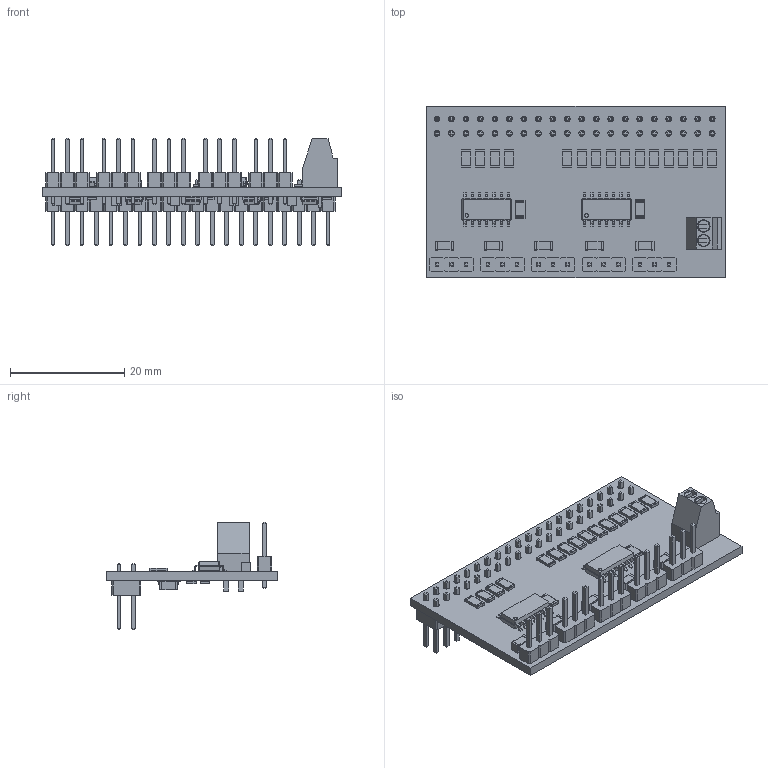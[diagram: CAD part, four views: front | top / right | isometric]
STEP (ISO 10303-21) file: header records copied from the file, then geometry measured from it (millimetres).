
FILE_DESCRIPTION(('KiCad electronic assembly'),'2;1');
FILE_NAME('hds_rpi.step','2025-03-19T00:52:45',('Pcbnew'),('Kicad'), 'Open CASCADE STEP processor 7.6','KiCad to STEP converter','Unknown' );
FILE_SCHEMA(('AUTOMOTIVE_DESIGN { 1 0 10303 214 1 1 1 1 }'));
Length unit declared in the file: millimetre
Products named in the file (16): hds_rpi 1; PinHeader_1x03_P2.54mm_Vertical; PinHeader_1x03_P254mm_Vertical; R_1206_3216Metric; L_1206_3216Metric; SOIC-14_3.9x8.7mm_P1.27mm; SOIC_14_39x87mm_P127mm; TerminalBlock_Phoenix_MPT-0,5-2-2.54_1x02_P2.54mm_Horizontal; TerminalBlock_Phoenix_MPT_05_2_254_1x02_P254mm_Horizontal; SSOP-8_2.95x2.8mm_P0.65mm; SSOP_8_295x28mm_P065mm; PinHeader_2x20_P2.54mm_Vertical; PinHeader_2x20_P254mm_Vertical; hds_rpi_PCB
Assembly tree (64 placements, depth 3):
  hds_rpi 1
    PinHeader_1x03_P2.54mm_Vertical  x5
      PinHeader_1x03_P254mm_Vertical
    R_1206_3216Metric  x32
      R_1206_3216Metric
    L_1206_3216Metric  x10
      L_1206_3216Metric
    SOIC-14_3.9x8.7mm_P1.27mm  x2
      SOIC_14_39x87mm_P127mm
    TerminalBlock_Phoenix_MPT-0,5-2-2.54_1x02_P2.54mm_Horizontal
      TerminalBlock_Phoenix_MPT_05_2_254_1x02_P254mm_Horizontal
    SSOP-8_2.95x2.8mm_P0.65mm  x5
      SSOP_8_295x28mm_P065mm
    PinHeader_2x20_P2.54mm_Vertical
      PinHeader_2x20_P254mm_Vertical
    hds_rpi_PCB
Bounding box: 52.32 x 30 x 18.78 mm (x, y, z)
Volume: 4054.2 mm3; surface area: 7777.2 mm2
Topology: 57 solids, 57 shells, 3754 faces, 9455 edges, 5962 vertices
Faces by surface type: plane 2790, cylinder 720, bspline 244
Full cylindrical faces by diameter (mm): 0.5 x5, 0.6 x2, 1 x55, 1.1 x6, 2 x2, 2.2 x2
Entity records: 54483 total; most frequent: CARTESIAN_POINT 7923, ORIENTED_EDGE 7436, DIRECTION 7038, EDGE_CURVE 3718, LINE 3272, VECTOR 3272, VERTEX_POINT 2312, AXIS2_PLACEMENT_3D 1883
